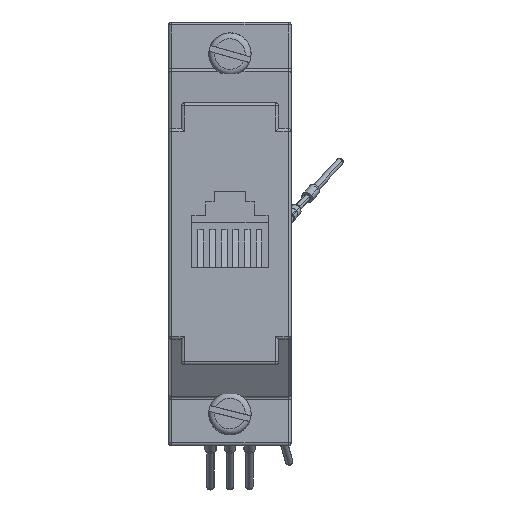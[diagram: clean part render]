
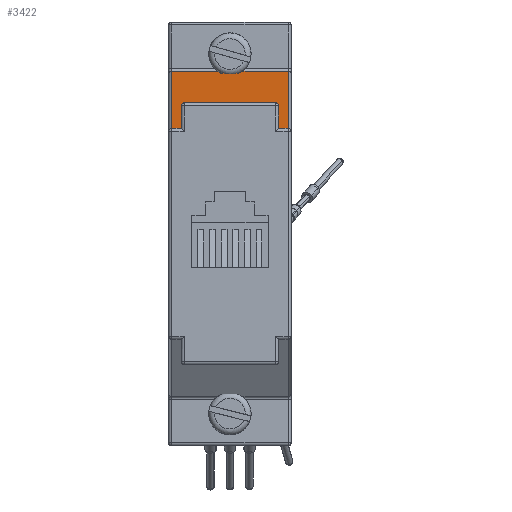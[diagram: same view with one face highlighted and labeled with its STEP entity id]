
A CAD part, left-side view. The second image highlights one B-rep face of the part: STEP entity #3422.
In plain terms, the highlighted planar face has unit normal (-0.27, 0, 0.963).
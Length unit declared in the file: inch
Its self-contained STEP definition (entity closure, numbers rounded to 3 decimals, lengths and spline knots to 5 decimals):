
#79 = CARTESIAN_POINT ( 'NONE',  ( -1.30523, 0.24981, 0.54244 ) ) ;
#220 = CARTESIAN_POINT ( 'NONE',  ( -1.30654, -0.3, 0.54207 ) ) ;
#773 = LINE ( 'NONE', #3161, #17099 ) ;
#1241 = ORIENTED_EDGE ( 'NONE', *, *, #7040, .T. ) ;
#2085 = EDGE_LOOP ( 'NONE', ( #1241, #32385, #30862, #29703, #29131, #34528, #21087, #6135, #18309, #27672, #13857, #11178 ) ) ;
#2166 = EDGE_CURVE ( 'NONE', #8435, #27582, #2644, .T. ) ;
#2333 = CARTESIAN_POINT ( 'NONE',  ( -1.30654, -0.24944, 0.54207 ) ) ;
#2644 = LINE ( 'NONE', #22429, #28991 ) ;
#2885 = DIRECTION ( 'NONE',  ( -0.963, 0., -0.27 ) ) ;
#3161 = CARTESIAN_POINT ( 'NONE',  ( -1.3175, -0.3, 0.539 ) ) ;
#3422 = ADVANCED_FACE ( 'NONE', ( #22791 ), #16886, .F. ) ;
#3491 = VECTOR ( 'NONE', #31216, 39.37008 ) ;
#3807 = VERTEX_POINT ( 'NONE', #9606 ) ;
#3936 = CARTESIAN_POINT ( 'NONE',  ( -1.3025, 0.25, 0.5432 ) ) ;
#4499 = CARTESIAN_POINT ( 'NONE',  ( -1.30654, 0.3, 0.54207 ) ) ;
#4577 = CARTESIAN_POINT ( 'NONE',  ( -0.83536, -0.24379, 0.674 ) ) ;
#5095 =( BOUNDED_CURVE ( )  B_SPLINE_CURVE ( 3, ( #30244, #22010, #19135, #27551 ),
 .UNSPECIFIED., .F., .F. ) 
 B_SPLINE_CURVE_WITH_KNOTS ( ( 4, 4 ),
 ( 4.71239, 4.9854 ),
 .UNSPECIFIED. ) 
 CURVE ( )  GEOMETRIC_REPRESENTATION_ITEM ( )  RATIONAL_B_SPLINE_CURVE ( ( 1., 0.994, 0.994, 1. ) ) 
 REPRESENTATION_ITEM ( '' )  );
#5293 = VERTEX_POINT ( 'NONE', #13871 ) ;
#6135 = ORIENTED_EDGE ( 'NONE', *, *, #33660, .T. ) ;
#6388 = LINE ( 'NONE', #25821, #34876 ) ;
#7040 = EDGE_CURVE ( 'NONE', #8071, #26296, #28240, .T. ) ;
#7202 = CARTESIAN_POINT ( 'NONE',  ( -0.83536, 0.235, 0.674 ) ) ;
#7249 = CARTESIAN_POINT ( 'NONE',  ( -0.88893, -0.25, 0.659 ) ) ;
#7995 = CARTESIAN_POINT ( 'NONE',  ( -1.30654, 0.24944, 0.54207 ) ) ;
#8071 = VERTEX_POINT ( 'NONE', #17081 ) ;
#8231 = CARTESIAN_POINT ( 'NONE',  ( -1.30654, 0.24944, 0.54207 ) ) ;
#8435 = VERTEX_POINT ( 'NONE', #10532 ) ;
#8662 = EDGE_CURVE ( 'NONE', #18850, #20051, #6388, .T. ) ;
#9497 = EDGE_CURVE ( 'NONE', #20051, #25673, #773, .T. ) ;
#9606 = CARTESIAN_POINT ( 'NONE',  ( -0.88893, 0.25, 0.659 ) ) ;
#9827 = DIRECTION ( 'NONE',  ( 0.963, 0., 0.27 ) ) ;
#10003 =( BOUNDED_CURVE ( )  B_SPLINE_CURVE ( 3, ( #7995, #79, #30563, #13538 ),
 .UNSPECIFIED., .F., .F. ) 
 B_SPLINE_CURVE_WITH_KNOTS ( ( 4, 4 ),
 ( 4.43938, 4.71239 ),
 .UNSPECIFIED. ) 
 CURVE ( )  GEOMETRIC_REPRESENTATION_ITEM ( )  RATIONAL_B_SPLINE_CURVE ( ( 1., 0.994, 0.994, 1. ) ) 
 REPRESENTATION_ITEM ( '' )  );
#10241 = CARTESIAN_POINT ( 'NONE',  ( -0.83536, 0.235, 0.674 ) ) ;
#10449 = EDGE_CURVE ( 'NONE', #3807, #12613, #18184, .T. ) ;
#10532 = CARTESIAN_POINT ( 'NONE',  ( -0.25346, 0.3, 0.83693 ) ) ;
#11098 = CARTESIAN_POINT ( 'NONE',  ( -1.3175, -0.25, 0.539 ) ) ;
#11178 = ORIENTED_EDGE ( 'NONE', *, *, #33901, .T. ) ;
#11431 = CARTESIAN_POINT ( 'NONE',  ( -0.25346, -0.3, 0.83693 ) ) ;
#11671 = DIRECTION ( 'NONE',  ( 0.27, 0., -0.963 ) ) ;
#12049 = DIRECTION ( 'NONE',  ( 0., -1., 0. ) ) ;
#12153 = VECTOR ( 'NONE', #9827, 39.37008 ) ;
#12191 =( BOUNDED_CURVE ( )  B_SPLINE_CURVE ( 3, ( #23522, #4577, #23875, #7249 ),
 .UNSPECIFIED., .F., .F. ) 
 B_SPLINE_CURVE_WITH_KNOTS ( ( 4, 4 ),
 ( 3.14159, 4.71239 ),
 .UNSPECIFIED. ) 
 CURVE ( )  GEOMETRIC_REPRESENTATION_ITEM ( )  RATIONAL_B_SPLINE_CURVE ( ( 1., 0.805, 0.805, 1. ) ) 
 REPRESENTATION_ITEM ( '' )  );
#12613 = VERTEX_POINT ( 'NONE', #10241 ) ;
#13538 = CARTESIAN_POINT ( 'NONE',  ( -1.3025, 0.25, 0.5432 ) ) ;
#13857 = ORIENTED_EDGE ( 'NONE', *, *, #14191, .T. ) ;
#13871 = CARTESIAN_POINT ( 'NONE',  ( -0.83536, -0.235, 0.674 ) ) ;
#14191 = EDGE_CURVE ( 'NONE', #12613, #5293, #34751, .T. ) ;
#14230 = DIRECTION ( 'NONE',  ( -0.963, 0., -0.27 ) ) ;
#16886 = PLANE ( 'NONE',  #27803 ) ;
#17081 = CARTESIAN_POINT ( 'NONE',  ( -0.88893, -0.25, 0.659 ) ) ;
#17099 = VECTOR ( 'NONE', #20300, 39.37008 ) ;
#17418 = DIRECTION ( 'NONE',  ( 0., 1., 0. ) ) ;
#17952 = VECTOR ( 'NONE', #31258, 39.37008 ) ;
#18184 =( BOUNDED_CURVE ( )  B_SPLINE_CURVE ( 3, ( #24781, #24812, #35422, #7202 ),
 .UNSPECIFIED., .F., .F. ) 
 B_SPLINE_CURVE_WITH_KNOTS ( ( 4, 4 ),
 ( 1.5708, 3.14159 ),
 .UNSPECIFIED. ) 
 CURVE ( )  GEOMETRIC_REPRESENTATION_ITEM ( )  RATIONAL_B_SPLINE_CURVE ( ( 1., 0.805, 0.805, 1. ) ) 
 REPRESENTATION_ITEM ( '' )  );
#18309 = ORIENTED_EDGE ( 'NONE', *, *, #32594, .T. ) ;
#18850 = VERTEX_POINT ( 'NONE', #2333 ) ;
#19135 = CARTESIAN_POINT ( 'NONE',  ( -1.30523, -0.24981, 0.54244 ) ) ;
#19924 = LINE ( 'NONE', #25526, #3491 ) ;
#20051 = VERTEX_POINT ( 'NONE', #220 ) ;
#20300 = DIRECTION ( 'NONE',  ( 0.963, 0., 0.27 ) ) ;
#20570 = VECTOR ( 'NONE', #17418, 39.37008 ) ;
#20840 = EDGE_CURVE ( 'NONE', #27582, #33597, #19924, .T. ) ;
#21087 = ORIENTED_EDGE ( 'NONE', *, *, #20840, .T. ) ;
#21781 = CARTESIAN_POINT ( 'NONE',  ( -1.3025, -0.25, 0.5432 ) ) ;
#22010 = CARTESIAN_POINT ( 'NONE',  ( -1.30387, -0.25, 0.54282 ) ) ;
#22113 = LINE ( 'NONE', #29372, #12153 ) ;
#22429 = CARTESIAN_POINT ( 'NONE',  ( -1.3175, 0.3, 0.539 ) ) ;
#22791 = FACE_OUTER_BOUND ( 'NONE', #2085, .T. ) ;
#23028 = CARTESIAN_POINT ( 'NONE',  ( -0.83536, 0.315, 0.674 ) ) ;
#23522 = CARTESIAN_POINT ( 'NONE',  ( -0.83536, -0.235, 0.674 ) ) ;
#23875 = CARTESIAN_POINT ( 'NONE',  ( -0.85755, -0.25, 0.66779 ) ) ;
#23897 = VECTOR ( 'NONE', #30412, 39.37008 ) ;
#24781 = CARTESIAN_POINT ( 'NONE',  ( -0.88893, 0.25, 0.659 ) ) ;
#24812 = CARTESIAN_POINT ( 'NONE',  ( -0.85755, 0.25, 0.66779 ) ) ;
#25526 = CARTESIAN_POINT ( 'NONE',  ( -1.30654, 0.315, 0.54207 ) ) ;
#25673 = VERTEX_POINT ( 'NONE', #11431 ) ;
#25821 = CARTESIAN_POINT ( 'NONE',  ( -1.30654, 0.315, 0.54207 ) ) ;
#25890 = VERTEX_POINT ( 'NONE', #3936 ) ;
#26296 = VERTEX_POINT ( 'NONE', #21781 ) ;
#27332 = EDGE_CURVE ( 'NONE', #26296, #18850, #5095, .T. ) ;
#27476 = LINE ( 'NONE', #33435, #20570 ) ;
#27551 = CARTESIAN_POINT ( 'NONE',  ( -1.30654, -0.24944, 0.54207 ) ) ;
#27582 = VERTEX_POINT ( 'NONE', #4499 ) ;
#27672 = ORIENTED_EDGE ( 'NONE', *, *, #10449, .T. ) ;
#27803 = AXIS2_PLACEMENT_3D ( 'NONE', #30782, #11671, #14230 ) ;
#28240 = LINE ( 'NONE', #11098, #23897 ) ;
#28991 = VECTOR ( 'NONE', #2885, 39.37008 ) ;
#29131 = ORIENTED_EDGE ( 'NONE', *, *, #30002, .T. ) ;
#29372 = CARTESIAN_POINT ( 'NONE',  ( -1.3175, 0.25, 0.539 ) ) ;
#29703 = ORIENTED_EDGE ( 'NONE', *, *, #9497, .T. ) ;
#30002 = EDGE_CURVE ( 'NONE', #25673, #8435, #27476, .T. ) ;
#30244 = CARTESIAN_POINT ( 'NONE',  ( -1.3025, -0.25, 0.5432 ) ) ;
#30412 = DIRECTION ( 'NONE',  ( -0.963, 0., -0.27 ) ) ;
#30563 = CARTESIAN_POINT ( 'NONE',  ( -1.30387, 0.25, 0.54282 ) ) ;
#30782 = CARTESIAN_POINT ( 'NONE',  ( -1.3175, 0.315, 0.539 ) ) ;
#30862 = ORIENTED_EDGE ( 'NONE', *, *, #8662, .T. ) ;
#31216 = DIRECTION ( 'NONE',  ( 0., -1., 0. ) ) ;
#31258 = DIRECTION ( 'NONE',  ( 0., -1., 0. ) ) ;
#32385 = ORIENTED_EDGE ( 'NONE', *, *, #27332, .T. ) ;
#32594 = EDGE_CURVE ( 'NONE', #25890, #3807, #22113, .T. ) ;
#33435 = CARTESIAN_POINT ( 'NONE',  ( -0.25346, 0.315, 0.83693 ) ) ;
#33597 = VERTEX_POINT ( 'NONE', #8231 ) ;
#33660 = EDGE_CURVE ( 'NONE', #33597, #25890, #10003, .T. ) ;
#33901 = EDGE_CURVE ( 'NONE', #5293, #8071, #12191, .T. ) ;
#34528 = ORIENTED_EDGE ( 'NONE', *, *, #2166, .T. ) ;
#34751 = LINE ( 'NONE', #23028, #17952 ) ;
#34876 = VECTOR ( 'NONE', #12049, 39.37008 ) ;
#35422 = CARTESIAN_POINT ( 'NONE',  ( -0.83536, 0.24379, 0.674 ) ) ;
